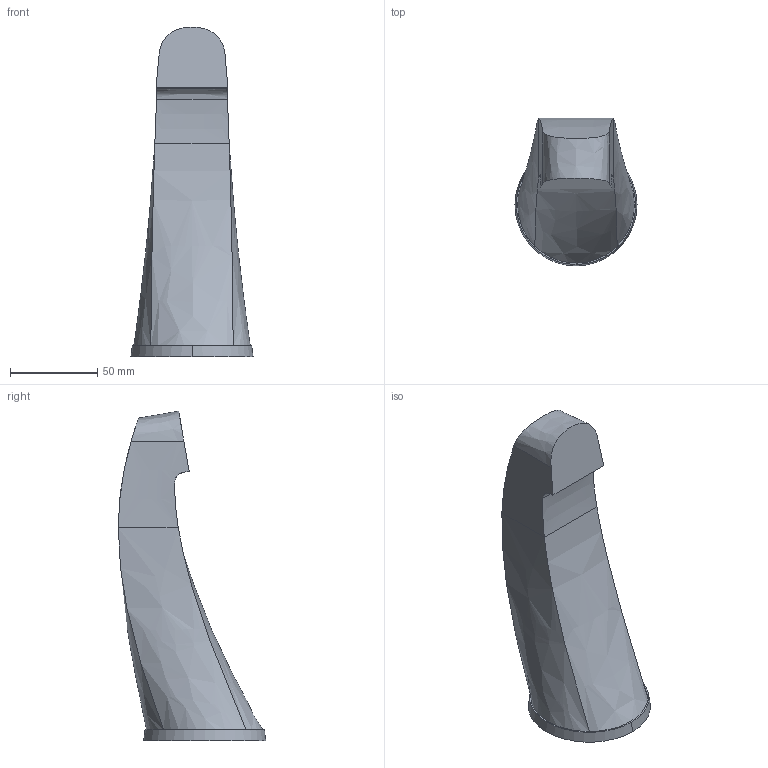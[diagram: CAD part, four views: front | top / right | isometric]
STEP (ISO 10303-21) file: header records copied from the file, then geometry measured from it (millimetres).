
FILE_DESCRIPTION((''),'2;1');
FILE_NAME('2-564_ASM','2021-01-25T15:58:43',('rsmith'),(''),'CREO PARAMETRIC BY PTC INC, 2018400','CREO PARAMETRIC BY PTC INC, 2018400','');
FILE_SCHEMA(('AUTOMOTIVE_DESIGN { 1 0 10303 214 1 1 1 1 }'));
Length unit declared in the file: inch
Products named in the file (3): 30032; 30031; 2-564_ASM
Assembly tree (2 placements, depth 2):
  2-564_ASM
    30032
    30031
Bounding box: 69.85 x 84.39 x 188.68 mm (x, y, z)
Volume: 388384.9 mm3; surface area: 44532.3 mm2
Topology: 2 solids, 2 shells, 20 faces, 43 edges, 28 vertices
Faces by surface type: bspline 10, plane 6, cylinder 2, cone 2
Entity records: 1539 total; most frequent: CARTESIAN_POINT 835, COLOUR_RGB 148, ORIENTED_EDGE 86, DIRECTION 59, EDGE_CURVE 43, VERTEX_POINT 28, AXIS2_PLACEMENT_3D 23, B_SPLINE_CURVE_WITH_KNOTS 22
